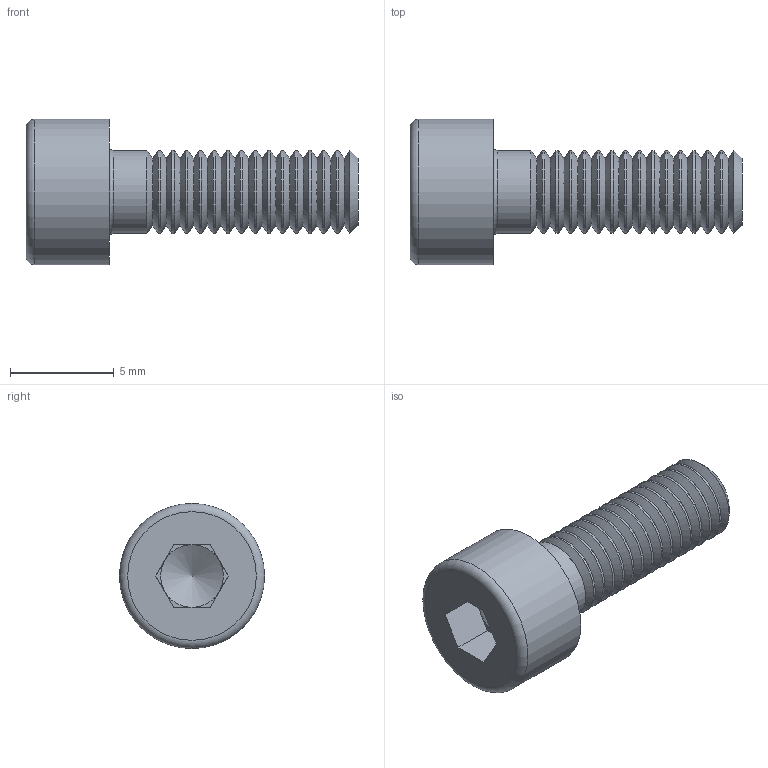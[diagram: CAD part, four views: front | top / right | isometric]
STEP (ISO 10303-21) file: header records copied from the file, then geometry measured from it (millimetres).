
FILE_DESCRIPTION (( 'STEP AP203' ), '1' );
FILE_NAME ('Âèíò ñ âíóòðåííèì øåñòèãðàííèêîì DIN912 M4x12 (ïîëíàÿ ðåçüáà).STEP', '2023-12-28T13:39:31', ( '' ), ( '' ), 'SwSTEP 2.0', 'SolidWorks 2021', '' );
FILE_SCHEMA (( 'CONFIG_CONTROL_DESIGN' ));
Length unit declared in the file: millimetre
Products named in the file (1): Âèíò ñ âíóòðåííèì øåñòèãðàííèêîì DIN912 M4x12 (ïîëíàÿ ðåçüáà)
Bounding box: 16 x 7 x 7 mm (x, y, z)
Volume: 266.6 mm3; surface area: 388.8 mm2
Topology: 1 solids, 1 shells, 65 faces, 135 edges, 73 vertices
Faces by surface type: cone 32, cylinder 16, plane 15, torus 2
Full cylindrical faces by diameter (mm): 4 x15, 7 x1
Entity records: 1469 total; most frequent: DIRECTION 270, CARTESIAN_POINT 216, ORIENTED_EDGE 162, AXIS2_PLACEMENT_3D 123, EDGE_LOOP 116, FACE_OUTER_BOUND 83, EDGE_CURVE 81, VERTEX_POINT 69
